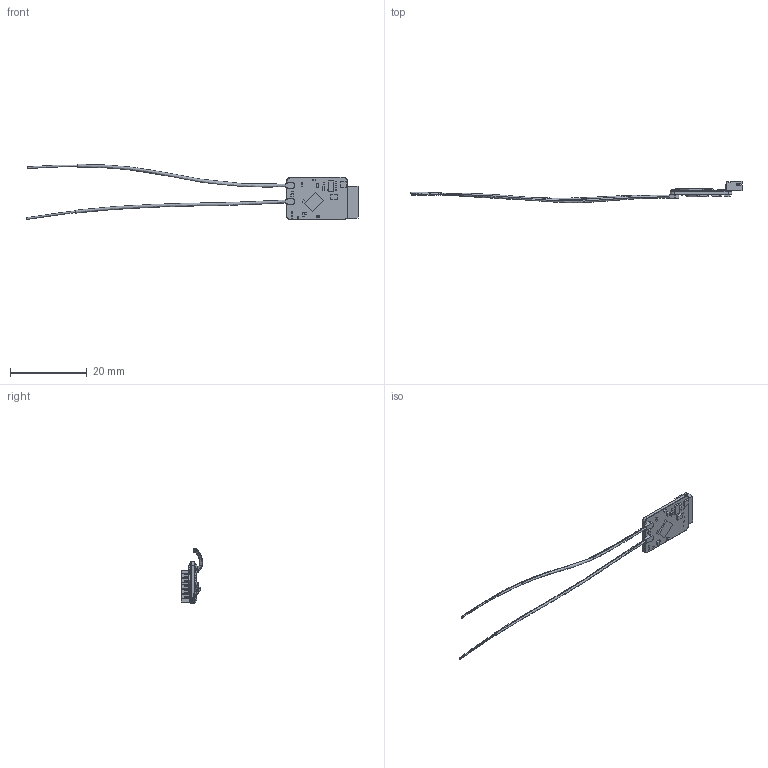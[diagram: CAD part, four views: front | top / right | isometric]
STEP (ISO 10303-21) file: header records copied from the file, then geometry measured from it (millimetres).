
FILE_DESCRIPTION (( 'STEP AP214' ), '1' );
FILE_NAME ('FRSKY R-XSR.STEP', '2019-05-20T09:40:19', ( '' ), ( '' ), 'SwSTEP 2.0', 'SolidWorks 2016', '' );
FILE_SCHEMA (( 'AUTOMOTIVE_DESIGN' ));
Length unit declared in the file: millimetre
Products named in the file (1): FRSKY R-XSR
Bounding box: 86.48 x 5.57 x 14.44 mm (x, y, z)
Volume: 286.1 mm3; surface area: 1568.9 mm2
Topology: 4 solids, 4 shells, 447 faces, 1107 edges, 716 vertices
Faces by surface type: plane 386, bspline 22, cylinder 20, cone 8, torus 7, sphere 4
Entity records: 16110 total; most frequent: CARTESIAN_POINT 3523, ORIENTED_EDGE 2206, DIRECTION 2026, EDGE_CURVE 1103, LINE 972, VECTOR 972, VERTEX_POINT 716, AXIS2_PLACEMENT_3D 527
